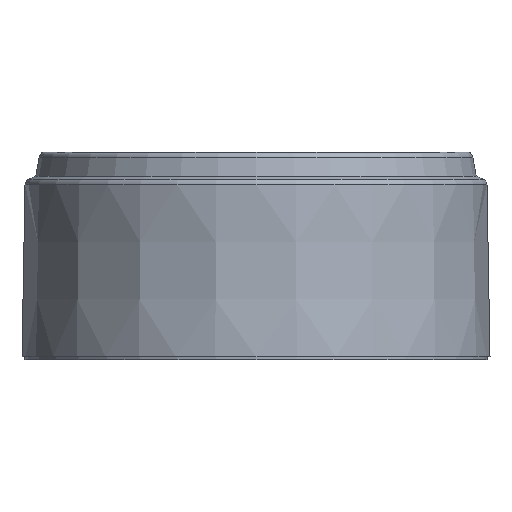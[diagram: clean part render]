
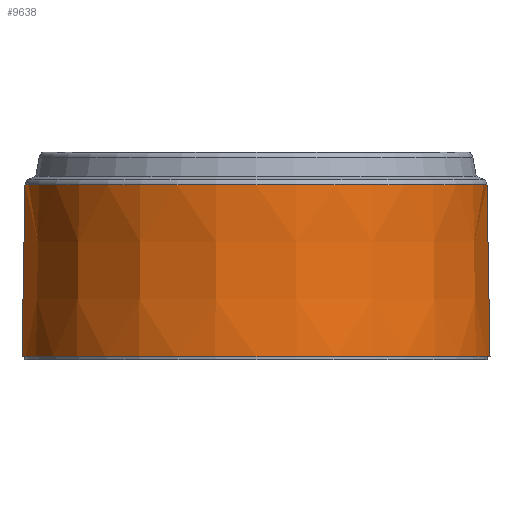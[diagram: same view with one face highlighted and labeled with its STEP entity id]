
A CAD part, left-side view. The second image highlights one B-rep face of the part: STEP entity #9638.
In plain terms, the highlighted conical face has half-angle 1 degrees and reference radius 19.37 mm.
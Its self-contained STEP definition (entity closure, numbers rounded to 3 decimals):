
#2700=DIRECTION('',(0.,-0.017,-1.));
#2701=VECTOR('',#2700,14.335);
#2702=CARTESIAN_POINT('',(-31.,-19.245,
14.583));
#2703=LINE('',#2702,#2701);
#4556=CARTESIAN_POINT('',(-31.,0.,14.583));
#4557=DIRECTION('',(0.,0.,-1.));
#4558=DIRECTION('',(0.,-1.,0.));
#4559=AXIS2_PLACEMENT_3D('',#4556,#4557,#4558);
#4561=CARTESIAN_POINT('',(-31.,0.,0.25));
#4562=DIRECTION('',(0.,0.,1.));
#4563=DIRECTION('',(0.,1.,0.));
#4564=AXIS2_PLACEMENT_3D('',#4561,#4562,#4563);
#4566=DIRECTION('',(0.,0.017,-1.));
#4567=VECTOR('',#4566,14.335);
#4568=CARTESIAN_POINT('',(-31.,19.245,14.583));
#4569=LINE('',#4568,#4567);
#6372=CARTESIAN_POINT('',(-31.,19.496,0.25));
#6373=CARTESIAN_POINT('',(-31.,-19.496,0.25));
#6374=VERTEX_POINT('',#6372);
#6375=VERTEX_POINT('',#6373);
#6452=CARTESIAN_POINT('',(-31.,-19.245,
14.583));
#6453=VERTEX_POINT('',#6452);
#6456=CARTESIAN_POINT('',(-31.,19.245,14.583));
#6457=VERTEX_POINT('',#6456);
#9625=CARTESIAN_POINT('',(-31.,0.,7.417));
#9626=DIRECTION('',(0.,0.,-1.));
#9627=DIRECTION('',(-1.,0.,0.));
#9628=AXIS2_PLACEMENT_3D('',#9625,#9626,#9627);
#9629=CONICAL_SURFACE('',#9628,19.371,1.);
#9631=ORIENTED_EDGE('',*,*,#9630,.F.);
#9632=ORIENTED_EDGE('',*,*,#8391,.T.);
#9633=ORIENTED_EDGE('',*,*,#9554,.F.);
#9635=ORIENTED_EDGE('',*,*,#9634,.F.);
#9636=EDGE_LOOP('',(#9631,#9632,#9633,#9635));
#9637=FACE_OUTER_BOUND('',#9636,.F.);
#4560=CIRCLE('',#4559,19.245);
#4565=CIRCLE('',#4564,19.496);
#8391=EDGE_CURVE('',#6453,#6375,#2703,.T.);
#9554=EDGE_CURVE('',#6374,#6375,#4565,.T.);
#9630=EDGE_CURVE('',#6453,#6457,#4560,.T.);
#9634=EDGE_CURVE('',#6457,#6374,#4569,.T.);
#9638=ADVANCED_FACE('',(#9637),#9629,.T.);
